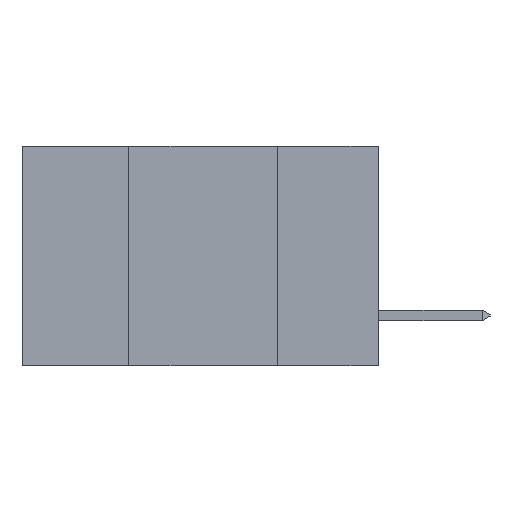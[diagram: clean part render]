
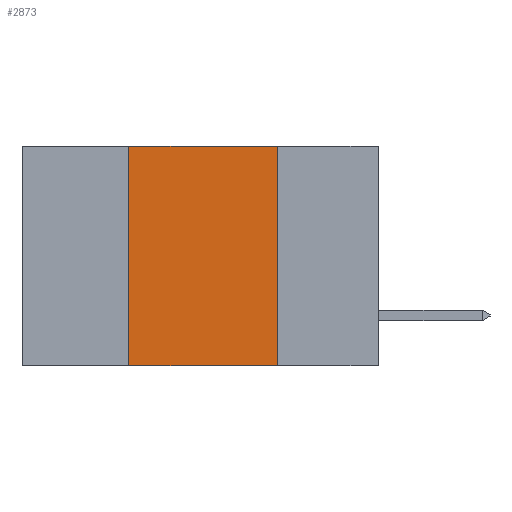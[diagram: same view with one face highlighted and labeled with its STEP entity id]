
A CAD part, left-side view. The second image highlights one B-rep face of the part: STEP entity #2873.
In plain terms, the highlighted planar face has unit normal (-1, 0, 0).
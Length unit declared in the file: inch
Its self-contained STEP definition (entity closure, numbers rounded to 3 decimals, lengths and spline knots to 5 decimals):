
#294 = DIRECTION ( 'NONE',  ( 0., -1., 0. ) ) ;
#639 = ORIENTED_EDGE ( 'NONE', *, *, #14820, .T. ) ;
#942 = ORIENTED_EDGE ( 'NONE', *, *, #14310, .F. ) ;
#1391 = AXIS2_PLACEMENT_3D ( 'NONE', #5220, #11916, #4305 ) ;
#1436 = LINE ( 'NONE', #2514, #1892 ) ;
#1559 = EDGE_CURVE ( 'NONE', #12444, #12113, #13847, .T. ) ;
#1617 = ORIENTED_EDGE ( 'NONE', *, *, #9246, .F. ) ;
#1892 = VECTOR ( 'NONE', #10289, 39.37008 ) ;
#2046 = DIRECTION ( 'NONE',  ( 0., 0., 1. ) ) ;
#2322 = ORIENTED_EDGE ( 'NONE', *, *, #1559, .F. ) ;
#2514 = CARTESIAN_POINT ( 'NONE',  ( 0., 0.17, 0. ) ) ;
#2765 = CARTESIAN_POINT ( 'NONE',  ( 0., 0.6, 0. ) ) ;
#2873 = ADVANCED_FACE ( 'NONE', ( #8496 ), #8753, .F. ) ;
#3102 = CARTESIAN_POINT ( 'NONE',  ( 0., 0.17, 0. ) ) ;
#4305 = DIRECTION ( 'NONE',  ( 0., 0., -1. ) ) ;
#5016 = CARTESIAN_POINT ( 'NONE',  ( 0., 0.17, -0.37 ) ) ;
#5220 = CARTESIAN_POINT ( 'NONE',  ( 0., 0.6, 0. ) ) ;
#6331 = CARTESIAN_POINT ( 'NONE',  ( 0., 0.6, -0.37 ) ) ;
#6982 = CARTESIAN_POINT ( 'NONE',  ( 0., 0.42, -0.37 ) ) ;
#7181 = VECTOR ( 'NONE', #2046, 39.37008 ) ;
#8496 = FACE_OUTER_BOUND ( 'NONE', #9244, .T. ) ;
#8717 = VECTOR ( 'NONE', #294, 39.37008 ) ;
#8753 = PLANE ( 'NONE',  #1391 ) ;
#8849 = CARTESIAN_POINT ( 'NONE',  ( 0., 0.42, 0. ) ) ;
#9109 = LINE ( 'NONE', #2765, #8717 ) ;
#9244 = EDGE_LOOP ( 'NONE', ( #942, #1617, #2322, #639 ) ) ;
#9246 = EDGE_CURVE ( 'NONE', #12113, #13930, #9109, .T. ) ;
#10277 = LINE ( 'NONE', #6331, #12863 ) ;
#10289 = DIRECTION ( 'NONE',  ( 0., 0., -1. ) ) ;
#11916 = DIRECTION ( 'NONE',  ( 1., 0., 0. ) ) ;
#12113 = VERTEX_POINT ( 'NONE', #8849 ) ;
#12444 = VERTEX_POINT ( 'NONE', #6982 ) ;
#12863 = VECTOR ( 'NONE', #16231, 39.37008 ) ;
#13847 = LINE ( 'NONE', #16743, #7181 ) ;
#13930 = VERTEX_POINT ( 'NONE', #3102 ) ;
#14310 = EDGE_CURVE ( 'NONE', #13930, #15494, #1436, .T. ) ;
#14820 = EDGE_CURVE ( 'NONE', #12444, #15494, #10277, .T. ) ;
#15494 = VERTEX_POINT ( 'NONE', #5016 ) ;
#16231 = DIRECTION ( 'NONE',  ( 0., -1., 0. ) ) ;
#16743 = CARTESIAN_POINT ( 'NONE',  ( 0., 0.42, 0. ) ) ;
